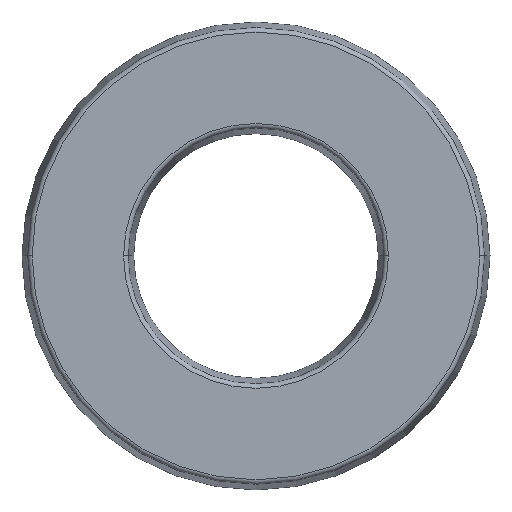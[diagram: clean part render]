
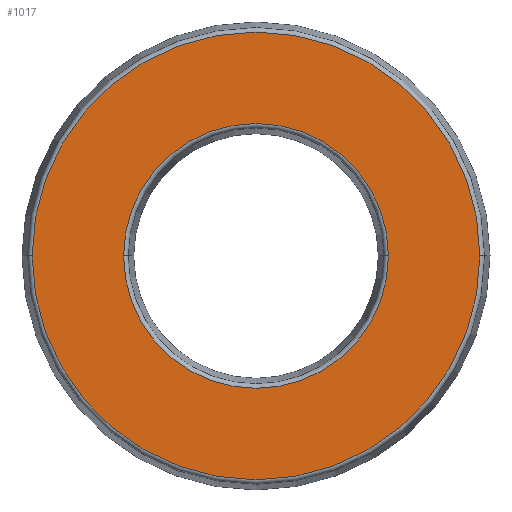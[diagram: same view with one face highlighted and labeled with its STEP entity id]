
A CAD part, top view. The second image highlights one B-rep face of the part: STEP entity #1017.
In plain terms, the highlighted planar face has unit normal (0, 0, 1).
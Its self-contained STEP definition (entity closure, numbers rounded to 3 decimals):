
#6 = AXIS2_PLACEMENT_3D ( 'NONE', #357, #267, #900 ) ;
#30 = CARTESIAN_POINT ( 'NONE',  ( 0., 0., 0. ) ) ;
#41 = ORIENTED_EDGE ( 'NONE', *, *, #172, .T. ) ;
#42 = EDGE_CURVE ( 'NONE', #421, #945, #799, .T. ) ;
#54 = AXIS2_PLACEMENT_3D ( 'NONE', #30, #983, #112 ) ;
#87 = CIRCLE ( 'NONE', #6, 24.875 ) ;
#112 = DIRECTION ( 'NONE',  ( -1., 0., 0. ) ) ;
#127 = AXIS2_PLACEMENT_3D ( 'NONE', #688, #208, #765 ) ;
#172 = EDGE_CURVE ( 'NONE', #758, #250, #87, .T. ) ;
#189 = PLANE ( 'NONE',  #919 ) ;
#190 = EDGE_CURVE ( 'NONE', #945, #421, #510, .T. ) ;
#193 = DIRECTION ( 'NONE',  ( -1., 0., 0. ) ) ;
#208 = DIRECTION ( 'NONE',  ( 0., 0., -1. ) ) ;
#218 = ORIENTED_EDGE ( 'NONE', *, *, #948, .T. ) ;
#250 = VERTEX_POINT ( 'NONE', #520 ) ;
#253 = CARTESIAN_POINT ( 'NONE',  ( 0., 0., 0. ) ) ;
#267 = DIRECTION ( 'NONE',  ( 0., 0., 1. ) ) ;
#328 = ORIENTED_EDGE ( 'NONE', *, *, #42, .T. ) ;
#339 = DIRECTION ( 'NONE',  ( -1., 0., 0. ) ) ;
#357 = CARTESIAN_POINT ( 'NONE',  ( 0., 0., 0. ) ) ;
#375 = ORIENTED_EDGE ( 'NONE', *, *, #190, .T. ) ;
#421 = VERTEX_POINT ( 'NONE', #887 ) ;
#446 = AXIS2_PLACEMENT_3D ( 'NONE', #253, #820, #339 ) ;
#482 = EDGE_LOOP ( 'NONE', ( #375, #328 ) ) ;
#500 = CARTESIAN_POINT ( 'NONE',  ( -14.714, 0., 0. ) ) ;
#510 = CIRCLE ( 'NONE', #54, 14.714 ) ;
#520 = CARTESIAN_POINT ( 'NONE',  ( 24.875, 0., 0. ) ) ;
#574 = EDGE_LOOP ( 'NONE', ( #41, #218 ) ) ;
#642 = CIRCLE ( 'NONE', #446, 24.875 ) ;
#670 = DIRECTION ( 'NONE',  ( 0., 0., -1. ) ) ;
#688 = CARTESIAN_POINT ( 'NONE',  ( 0., 0., 0. ) ) ;
#703 = FACE_OUTER_BOUND ( 'NONE', #574, .T. ) ;
#758 = VERTEX_POINT ( 'NONE', #796 ) ;
#765 = DIRECTION ( 'NONE',  ( -1., 0., 0. ) ) ;
#796 = CARTESIAN_POINT ( 'NONE',  ( -24.875, 0., 0. ) ) ;
#799 = CIRCLE ( 'NONE', #127, 14.714 ) ;
#820 = DIRECTION ( 'NONE',  ( 0., 0., 1. ) ) ;
#887 = CARTESIAN_POINT ( 'NONE',  ( 14.714, 0., 0. ) ) ;
#900 = DIRECTION ( 'NONE',  ( -1., 0., 0. ) ) ;
#919 = AXIS2_PLACEMENT_3D ( 'NONE', #982, #670, #193 ) ;
#934 = FACE_BOUND ( 'NONE', #482, .T. ) ;
#945 = VERTEX_POINT ( 'NONE', #500 ) ;
#948 = EDGE_CURVE ( 'NONE', #250, #758, #642, .T. ) ;
#982 = CARTESIAN_POINT ( 'NONE',  ( -14.295, 0., 0. ) ) ;
#983 = DIRECTION ( 'NONE',  ( 0., 0., -1. ) ) ;
#1017 = ADVANCED_FACE ( 'NONE', ( #934, #703 ), #189, .F. ) ;
